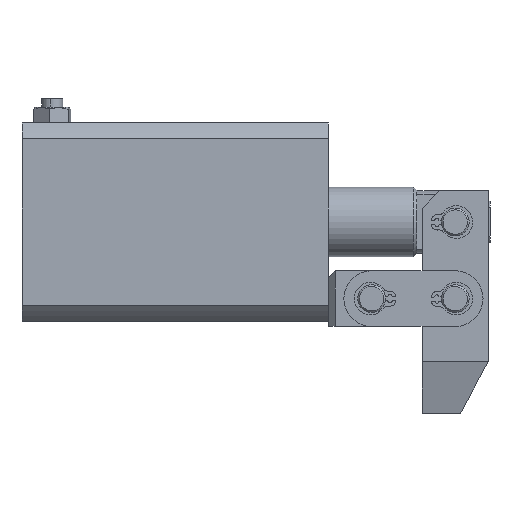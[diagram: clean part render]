
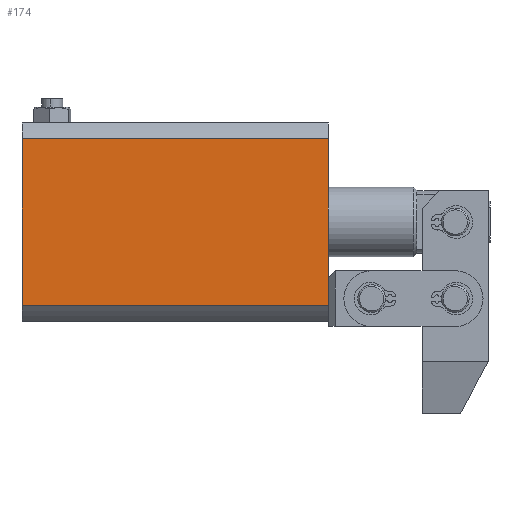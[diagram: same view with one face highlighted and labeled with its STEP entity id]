
A CAD part, left-side view. The second image highlights one B-rep face of the part: STEP entity #174.
In plain terms, the highlighted face is planar.
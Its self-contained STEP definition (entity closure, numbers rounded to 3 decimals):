
#174 = ADVANCED_FACE ( 'NONE', ( #5469 ), #6949, .F. ) ;
#2523 = EDGE_CURVE ( 'NONE', #3676, #3675, #9014, .T. ) ;
#2555 = EDGE_CURVE ( 'NONE', #3700, #3676, #9059, .T. ) ;
#2557 = EDGE_CURVE ( 'NONE', #3702, #3675, #9063, .T. ) ;
#2558 = EDGE_CURVE ( 'NONE', #3700, #3702, #9064, .T. ) ;
#3675 = VERTEX_POINT ( 'NONE', #7972 ) ;
#3676 = VERTEX_POINT ( 'NONE', #7973 ) ;
#3700 = VERTEX_POINT ( 'NONE', #7997 ) ;
#3702 = VERTEX_POINT ( 'NONE', #7999 ) ;
#3838 = ORIENTED_EDGE ( 'NONE', *, *, #2523, .T. ) ;
#3839 = ORIENTED_EDGE ( 'NONE', *, *, #2557, .F. ) ;
#3840 = ORIENTED_EDGE ( 'NONE', *, *, #2558, .F. ) ;
#3841 = ORIENTED_EDGE ( 'NONE', *, *, #2555, .T. ) ;
#4916 = EDGE_LOOP ( 'NONE', ( #3838, #3839, #3840, #3841 ) ) ;
#5469 = FACE_OUTER_BOUND ( 'NONE', #4916, .T. ) ;
#5570 = AXIS2_PLACEMENT_3D ( 'NONE', #6942, #6952, #6953 ) ;
#6942 = CARTESIAN_POINT ( 'NONE',  ( 0., -28.5, 88. ) ) ;
#6949 = PLANE ( 'NONE',  #5570 ) ;
#6952 = DIRECTION ( 'NONE',  ( 0., 1., 0. ) ) ;
#6953 = DIRECTION ( 'NONE',  ( 0., 0., 1. ) ) ;
#7543 = DIRECTION ( 'NONE',  ( 1., 0., 0. ) ) ;
#7544 = CARTESIAN_POINT ( 'NONE',  ( 0., -28.5, 0. ) ) ;
#7693 = CARTESIAN_POINT ( 'NONE',  ( 23.986, -28.5, 88. ) ) ;
#7706 = DIRECTION ( 'NONE',  ( 0., 0., -1. ) ) ;
#7713 = CARTESIAN_POINT ( 'NONE',  ( -23.986, -28.5, 88. ) ) ;
#7714 = DIRECTION ( 'NONE',  ( 0., 0., -1. ) ) ;
#7718 = CARTESIAN_POINT ( 'NONE',  ( 0., -28.5, 88. ) ) ;
#7719 = DIRECTION ( 'NONE',  ( 1., 0., 0. ) ) ;
#7972 = CARTESIAN_POINT ( 'NONE',  ( 23.986, -28.5, 0. ) ) ;
#7973 = CARTESIAN_POINT ( 'NONE',  ( -23.986, -28.5, 0. ) ) ;
#7997 = CARTESIAN_POINT ( 'NONE',  ( -23.986, -28.5, 88. ) ) ;
#7999 = CARTESIAN_POINT ( 'NONE',  ( 23.986, -28.5, 88. ) ) ;
#9014 = LINE ( 'NONE', #7544, #9018 ) ;
#9018 = VECTOR ( 'NONE', #7543, 1000. ) ;
#9059 = LINE ( 'NONE', #7713, #9062 ) ;
#9062 = VECTOR ( 'NONE', #7714, 1000. ) ;
#9063 = LINE ( 'NONE', #7693, #9065 ) ;
#9064 = LINE ( 'NONE', #7718, #9067 ) ;
#9065 = VECTOR ( 'NONE', #7706, 1000. ) ;
#9067 = VECTOR ( 'NONE', #7719, 1000. ) ;
